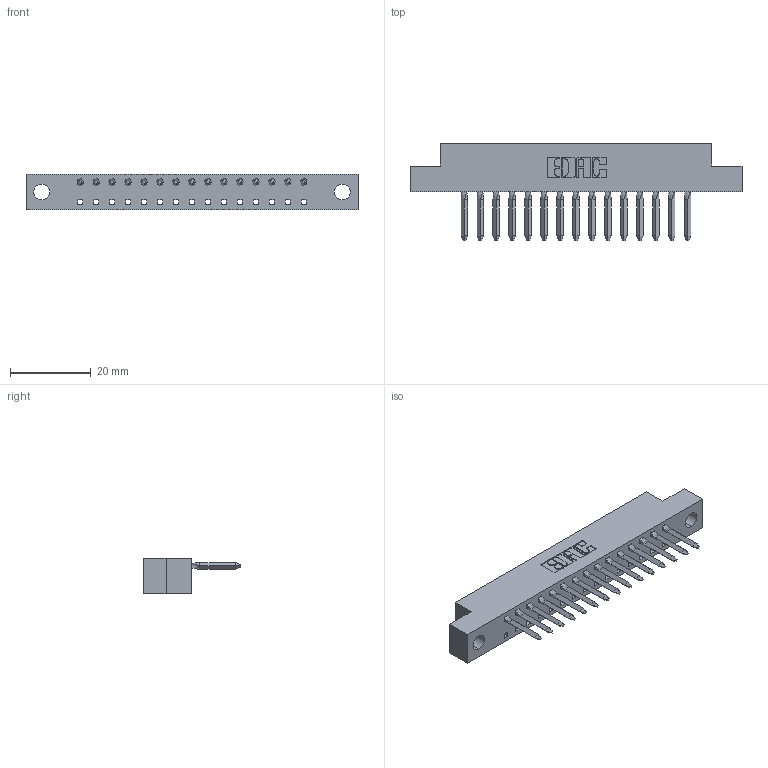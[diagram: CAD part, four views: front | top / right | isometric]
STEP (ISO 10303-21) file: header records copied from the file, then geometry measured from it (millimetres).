
FILE_DESCRIPTION (( 'STEP AP203' ), '1' );
FILE_NAME ('338-015-540-104.STEP', '2020-03-24T17:01:37', ( '' ), ( '' ), 'SwSTEP 2.0', 'SolidWorks 2016', '' );
FILE_SCHEMA (( 'CONFIG_CONTROL_DESIGN' ));
Length unit declared in the file: inch
Products named in the file (3): 338-290-001_540; 338-210-001_338-210-015-004; 338-015-540-104
Assembly tree (16 placements, depth 2):
  338-015-540-104
    338-210-001_338-210-015-004
    338-290-001_540  x15
Bounding box: 82.45 x 24.21 x 8.71 mm (x, y, z)
Volume: 5512.9 mm3; surface area: 8214 mm2
Topology: 16 solids, 16 shells, 1503 faces, 4142 edges, 2650 vertices
Faces by surface type: plane 1039, cylinder 404, bspline 60
Entity records: 32052 total; most frequent: CARTESIAN_POINT 6483, ORIENTED_EDGE 5400, DIRECTION 5021, EDGE_CURVE 2700, LINE 1989, VECTOR 1989, VERTEX_POINT 1754, AXIS2_PLACEMENT_3D 1516
